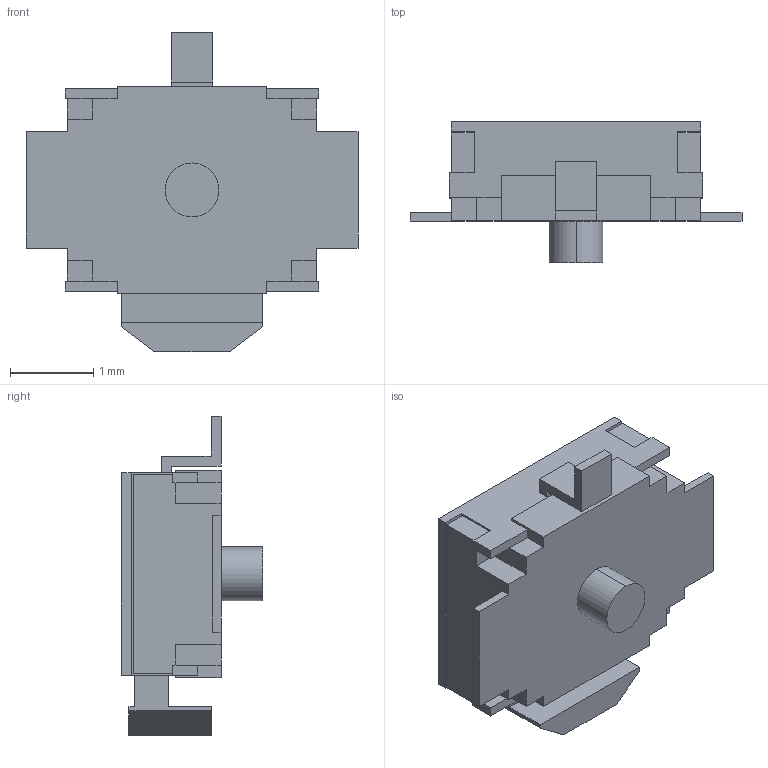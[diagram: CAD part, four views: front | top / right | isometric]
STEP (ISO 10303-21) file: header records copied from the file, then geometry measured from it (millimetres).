
FILE_DESCRIPTION (( 'STEP AP203' ), '1' );
FILE_NAME ('B3U_3100P[]_B.step', '2015-05-29T09:22:17', ( 'OSMC1.0 ' ), ( ' ' ), 'SwSTEP 2.0', 'SolidWorks 2002025', '' );
FILE_SCHEMA (( 'CONFIG_CONTROL_DESIGN' ));
Length unit declared in the file: millimetre
Products named in the file (1): B3U_3100P[]_B
Bounding box: 4 x 1.7 x 3.85 mm (x, y, z)
Volume: 9.6 mm3; surface area: 42.4 mm2
Topology: 1 solids, 1 shells, 101 faces, 284 edges, 188 vertices
Faces by surface type: plane 99, cylinder 2
Entity records: 3267 total; most frequent: CARTESIAN_POINT 574, ORIENTED_EDGE 568, DIRECTION 492, EDGE_CURVE 284, LINE 280, VECTOR 280, VERTEX_POINT 188, AXIS2_PLACEMENT_3D 106
